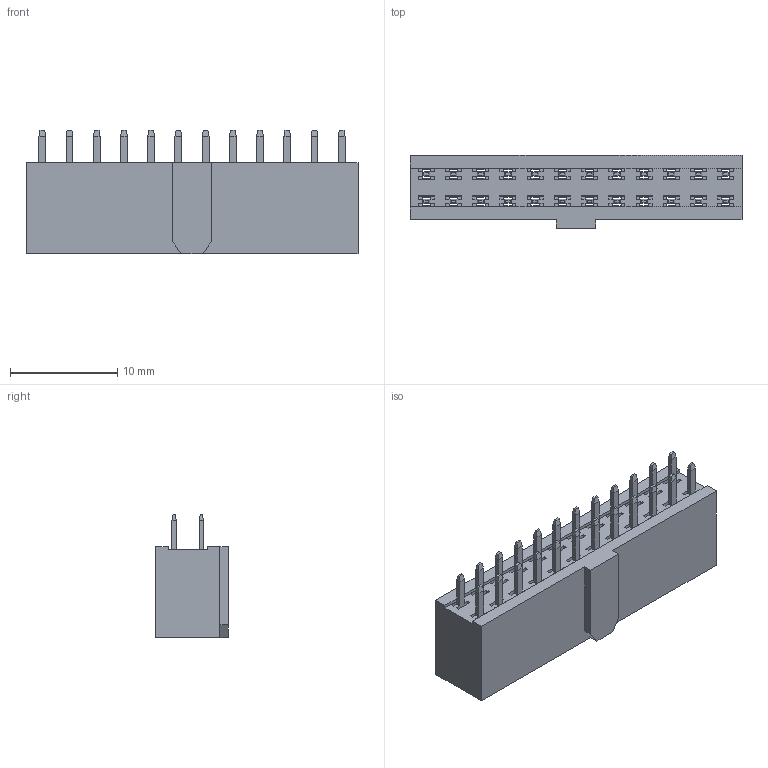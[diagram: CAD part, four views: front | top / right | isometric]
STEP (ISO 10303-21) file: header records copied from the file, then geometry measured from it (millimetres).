
FILE_DESCRIPTION (( 'STEP AP214' ), '1' );
FILE_NAME ('FFH25407-D24S1014K6K-REF.STEP', '2024-10-25T08:08:27', ( '' ), ( '' ), 'SwSTEP 2.0', 'SolidWorks 2021', '' );
FILE_SCHEMA (( 'AUTOMOTIVE_DESIGN' ));
Length unit declared in the file: millimetre
Products named in the file (1): FFH25407-D24S1014K6K-REF
Bounding box: 30.98 x 6.8 x 11.5 mm (x, y, z)
Volume: 1358.1 mm3; surface area: 2597.3 mm2
Topology: 1 solids, 1 shells, 712 faces, 2010 edges, 1276 vertices
Faces by surface type: plane 712
Entity records: 22504 total; most frequent: ORIENTED_EDGE 4020, CARTESIAN_POINT 3999, DIRECTION 3436, EDGE_CURVE 2010, LINE 2010, VECTOR 2010, VERTEX_POINT 1276, EDGE_LOOP 784
